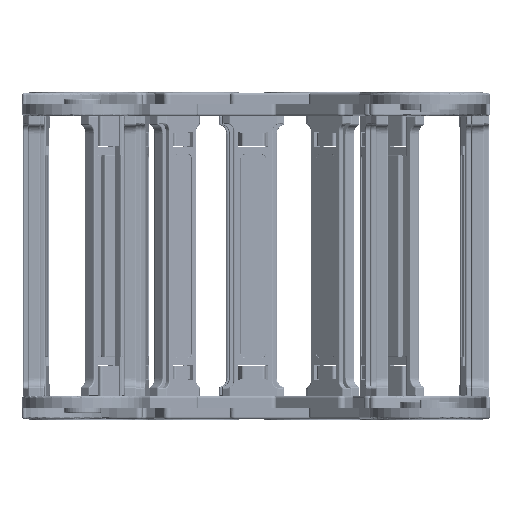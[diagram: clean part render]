
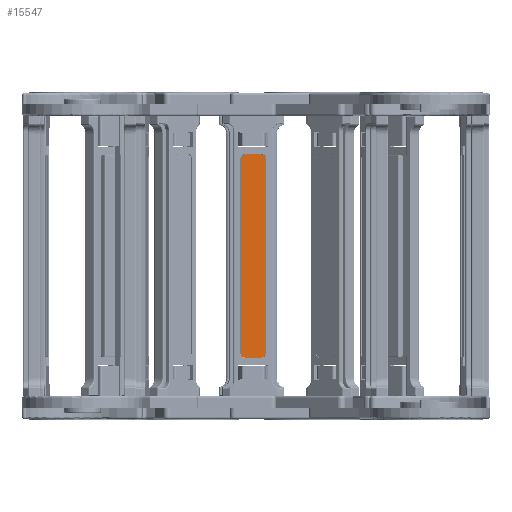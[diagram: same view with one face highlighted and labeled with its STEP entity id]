
A CAD part, left-side view. The second image highlights one B-rep face of the part: STEP entity #15547.
In plain terms, the highlighted face is planar.
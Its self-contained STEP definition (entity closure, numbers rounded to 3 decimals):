
#1091 = CARTESIAN_POINT ( 'NONE',  ( -30.635, 70.705, 65.123 ) ) ;
#1358 = DIRECTION ( 'NONE',  ( -1., 0., 0. ) ) ;
#2850 = CARTESIAN_POINT ( 'NONE',  ( -30.635, 70.705, 70.023 ) ) ;
#2931 = DIRECTION ( 'NONE',  ( 0., 1., 0. ) ) ;
#3269 = FACE_OUTER_BOUND ( 'NONE', #24251, .T. ) ;
#4079 = LINE ( 'NONE', #47210, #26021 ) ;
#5683 = CARTESIAN_POINT ( 'NONE',  ( -28.697, 70.705, 65.123 ) ) ;
#5696 = EDGE_CURVE ( 'NONE', #5779, #27455, #19813, .T. ) ;
#5779 = VERTEX_POINT ( 'NONE', #41476 ) ;
#7661 = CARTESIAN_POINT ( 'NONE',  ( -30.635, 70.705, 71.961 ) ) ;
#8401 = ORIENTED_EDGE ( 'NONE', *, *, #47133, .F. ) ;
#8409 = CARTESIAN_POINT ( 'NONE',  ( -37.571, 70.705, 70.023 ) ) ;
#9996 = VECTOR ( 'NONE', #47599, 1000. ) ;
#10546 = EDGE_CURVE ( 'NONE', #18107, #46033, #4079, .T. ) ;
#10682 = CARTESIAN_POINT ( 'NONE',  ( -30.635, 70.705, -15.693 ) ) ;
#10858 = CIRCLE ( 'NONE', #26791, 1.938 ) ;
#11591 = EDGE_CURVE ( 'NONE', #29483, #26204, #25367, .T. ) ;
#13756 = DIRECTION ( 'NONE',  ( 0., 0., 1. ) ) ;
#14140 = DIRECTION ( 'NONE',  ( 0., 0., -1. ) ) ;
#15094 = ORIENTED_EDGE ( 'NONE', *, *, #42901, .T. ) ;
#15547 = ADVANCED_FACE ( 'NONE', ( #3269 ), #23328, .T. ) ;
#15582 = DIRECTION ( 'NONE',  ( 0., 0., 1. ) ) ;
#16140 = DIRECTION ( 'NONE',  ( 0., 0., -1. ) ) ;
#18107 = VERTEX_POINT ( 'NONE', #41197 ) ;
#19813 = LINE ( 'NONE', #10682, #9996 ) ;
#20595 = LINE ( 'NONE', #5683, #35018 ) ;
#22858 = DIRECTION ( 'NONE',  ( 0., -1., 0. ) ) ;
#22950 = DIRECTION ( 'NONE',  ( 0., -1., 0. ) ) ;
#23099 = DIRECTION ( 'NONE',  ( 0., 1., 0. ) ) ;
#23328 = PLANE ( 'NONE',  #34434 ) ;
#24022 = CIRCLE ( 'NONE', #42475, 1.938 ) ;
#24251 = EDGE_LOOP ( 'NONE', ( #45668, #8401, #47769, #28706, #34778, #36936, #45536, #15094 ) ) ;
#25367 = LINE ( 'NONE', #34379, #39733 ) ;
#26021 = VECTOR ( 'NONE', #14140, 1000. ) ;
#26204 = VERTEX_POINT ( 'NONE', #34477 ) ;
#26658 = DIRECTION ( 'NONE',  ( 0., 0., 1. ) ) ;
#26791 = AXIS2_PLACEMENT_3D ( 'NONE', #8409, #22950, #26658 ) ;
#27455 = VERTEX_POINT ( 'NONE', #33154 ) ;
#28085 = DIRECTION ( 'NONE',  ( 0., 0., 1. ) ) ;
#28342 = CIRCLE ( 'NONE', #43965, 1.938 ) ;
#28706 = ORIENTED_EDGE ( 'NONE', *, *, #37132, .F. ) ;
#29483 = VERTEX_POINT ( 'NONE', #7661 ) ;
#30156 = CIRCLE ( 'NONE', #35432, 1.938 ) ;
#30309 = CARTESIAN_POINT ( 'NONE',  ( -28.697, 70.705, -13.755 ) ) ;
#33154 = CARTESIAN_POINT ( 'NONE',  ( -37.571, 70.705, -15.693 ) ) ;
#34105 = VERTEX_POINT ( 'NONE', #30309 ) ;
#34379 = CARTESIAN_POINT ( 'NONE',  ( -30.635, 70.705, 71.961 ) ) ;
#34434 = AXIS2_PLACEMENT_3D ( 'NONE', #1091, #22858, #15582 ) ;
#34477 = CARTESIAN_POINT ( 'NONE',  ( -37.571, 70.705, 71.961 ) ) ;
#34778 = ORIENTED_EDGE ( 'NONE', *, *, #39501, .T. ) ;
#35018 = VECTOR ( 'NONE', #28085, 1000. ) ;
#35432 = AXIS2_PLACEMENT_3D ( 'NONE', #39195, #2931, #35791 ) ;
#35674 = CARTESIAN_POINT ( 'NONE',  ( -39.509, 70.705, -13.755 ) ) ;
#35791 = DIRECTION ( 'NONE',  ( 0., 0., -1. ) ) ;
#36156 = CARTESIAN_POINT ( 'NONE',  ( -28.697, 70.705, 70.023 ) ) ;
#36936 = ORIENTED_EDGE ( 'NONE', *, *, #38832, .T. ) ;
#37132 = EDGE_CURVE ( 'NONE', #34105, #5779, #30156, .T. ) ;
#38832 = EDGE_CURVE ( 'NONE', #43052, #29483, #24022, .T. ) ;
#39195 = CARTESIAN_POINT ( 'NONE',  ( -30.635, 70.705, -13.755 ) ) ;
#39501 = EDGE_CURVE ( 'NONE', #34105, #43052, #20595, .T. ) ;
#39586 = DIRECTION ( 'NONE',  ( 0., -1., 0. ) ) ;
#39733 = VECTOR ( 'NONE', #1358, 1000. ) ;
#41197 = CARTESIAN_POINT ( 'NONE',  ( -39.509, 70.705, 70.023 ) ) ;
#41476 = CARTESIAN_POINT ( 'NONE',  ( -30.635, 70.705, -15.693 ) ) ;
#41487 = CARTESIAN_POINT ( 'NONE',  ( -37.571, 70.705, -13.755 ) ) ;
#42475 = AXIS2_PLACEMENT_3D ( 'NONE', #2850, #39586, #13756 ) ;
#42901 = EDGE_CURVE ( 'NONE', #26204, #18107, #10858, .T. ) ;
#43052 = VERTEX_POINT ( 'NONE', #36156 ) ;
#43965 = AXIS2_PLACEMENT_3D ( 'NONE', #41487, #23099, #16140 ) ;
#45536 = ORIENTED_EDGE ( 'NONE', *, *, #11591, .T. ) ;
#45668 = ORIENTED_EDGE ( 'NONE', *, *, #10546, .T. ) ;
#46033 = VERTEX_POINT ( 'NONE', #35674 ) ;
#47133 = EDGE_CURVE ( 'NONE', #27455, #46033, #28342, .T. ) ;
#47210 = CARTESIAN_POINT ( 'NONE',  ( -39.509, 70.705, 65.123 ) ) ;
#47599 = DIRECTION ( 'NONE',  ( -1., 0., 0. ) ) ;
#47769 = ORIENTED_EDGE ( 'NONE', *, *, #5696, .F. ) ;
